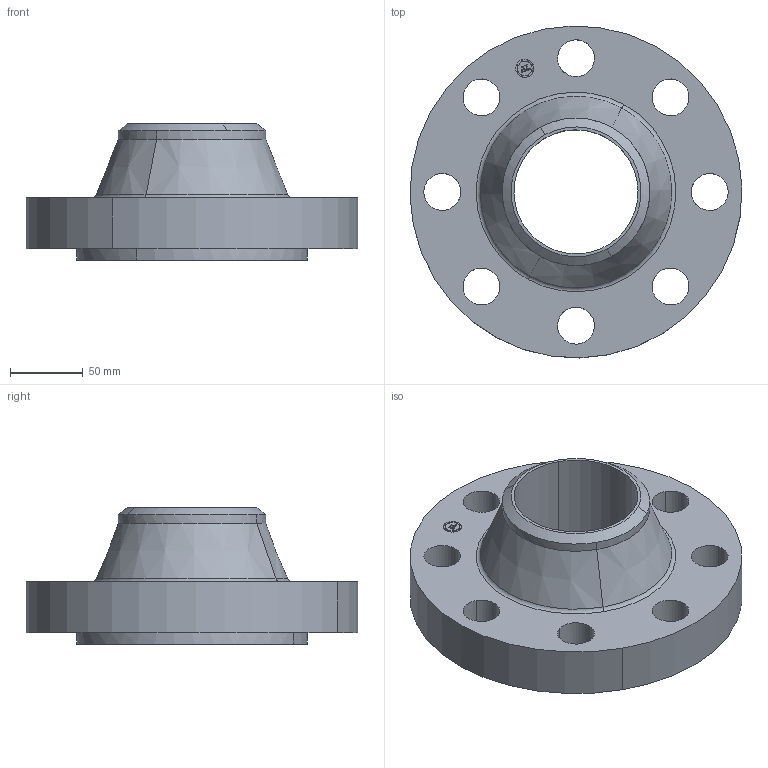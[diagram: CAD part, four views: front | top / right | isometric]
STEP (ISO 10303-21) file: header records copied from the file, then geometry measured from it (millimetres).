
FILE_DESCRIPTION(('3D STEP'),'2;1');
FILE_NAME('3.5-600-WELD-NECK-RTJ-XH-FLANGE.stp','2013-03-09T17:44:32+00:00',('Texas Flange'),(''),'CATIA Version 5 Release 20 SP 6 (IN-10)','CATIA V5 STEP AP214','800-826-3801');
FILE_SCHEMA(('AUTOMOTIVE_DESIGN { 1 0 10303 214 1 1 1 1 }'));
Length unit declared in the file: inch
Products named in the file (1): 3.5-600-WELD-NECK-RTJ-XH-FLANGE
Bounding box: 228.54 x 228.54 x 93.8 mm (x, y, z)
Volume: 1408078.6 mm3; surface area: 155772.9 mm2
Topology: 1 solids, 1 shells, 429 faces, 1228 edges, 813 vertices
Faces by surface type: plane 371, cylinder 44, cone 8, torus 6
Entity records: 16655 total; most frequent: CARTESIAN_POINT 2493, ORIENTED_EDGE 2452, DIRECTION 2030, EDGE_CURVE 1226, VECTOR 1096, LINE 1096, VERTEX_POINT 812, AXIS2_PLACEMENT_3D 531
